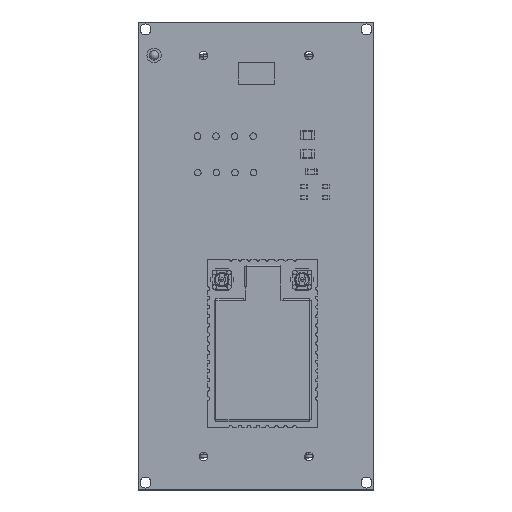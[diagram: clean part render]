
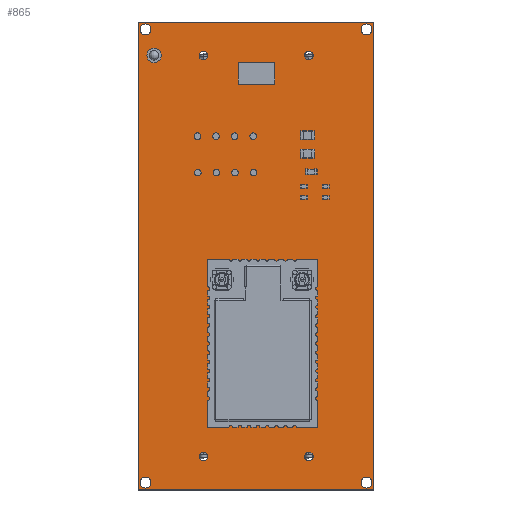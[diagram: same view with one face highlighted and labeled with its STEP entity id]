
A CAD part, top view. The second image highlights one B-rep face of the part: STEP entity #865.
In plain terms, the highlighted planar face has unit normal (0, 0, 1).
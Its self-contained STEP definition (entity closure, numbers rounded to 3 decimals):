
#92 = VERTEX_POINT('',#93);
#93 = CARTESIAN_POINT('',(4.826,1.27,0.411));
#99 = EDGE_CURVE('',#92,#100,#102,.T.);
#100 = VERTEX_POINT('',#101);
#101 = CARTESIAN_POINT('',(4.826,64.008,0.411));
#102 = LINE('',#103,#104);
#103 = CARTESIAN_POINT('',(4.826,1.27,0.411));
#104 = VECTOR('',#105,1.);
#105 = DIRECTION('',(0.,1.,0.));
#130 = EDGE_CURVE('',#100,#131,#133,.T.);
#131 = VERTEX_POINT('',#132);
#132 = CARTESIAN_POINT('',(37.084,64.008,0.411));
#133 = LINE('',#134,#135);
#134 = CARTESIAN_POINT('',(4.826,64.008,0.411));
#135 = VECTOR('',#136,1.);
#136 = DIRECTION('',(1.,0.,0.));
#161 = EDGE_CURVE('',#131,#162,#164,.T.);
#162 = VERTEX_POINT('',#163);
#163 = CARTESIAN_POINT('',(37.084,0.,0.411));
#164 = LINE('',#165,#166);
#165 = CARTESIAN_POINT('',(37.084,64.008,0.411));
#166 = VECTOR('',#167,1.);
#167 = DIRECTION('',(0.,-1.,0.));
#192 = EDGE_CURVE('',#162,#193,#195,.T.);
#193 = VERTEX_POINT('',#194);
#194 = CARTESIAN_POINT('',(4.826,0.,0.411));
#195 = LINE('',#196,#197);
#196 = CARTESIAN_POINT('',(37.084,0.,0.411));
#197 = VECTOR('',#198,1.);
#198 = DIRECTION('',(-1.,0.,0.));
#223 = EDGE_CURVE('',#193,#92,#224,.T.);
#224 = LINE('',#225,#226);
#225 = CARTESIAN_POINT('',(4.826,0.,0.411));
#226 = VECTOR('',#227,1.);
#227 = DIRECTION('',(0.,1.,0.));
#247 = VERTEX_POINT('',#248);
#248 = CARTESIAN_POINT('',(6.592,1.016,0.411));
#254 = EDGE_CURVE('',#247,#247,#255,.T.);
#255 = CIRCLE('',#256,0.75);
#256 = AXIS2_PLACEMENT_3D('',#257,#258,#259);
#257 = CARTESIAN_POINT('',(5.842,1.016,0.411));
#258 = DIRECTION('',(0.,0.,1.));
#259 = DIRECTION('',(1.,0.,0.));
#280 = VERTEX_POINT('',#281);
#281 = CARTESIAN_POINT('',(13.404,48.387,0.411));
#287 = EDGE_CURVE('',#280,#280,#288,.T.);
#288 = CIRCLE('',#289,0.45);
#289 = AXIS2_PLACEMENT_3D('',#290,#291,#292);
#290 = CARTESIAN_POINT('',(12.954,48.387,0.411));
#291 = DIRECTION('',(0.,0.,1.));
#292 = DIRECTION('',(1.,0.,0.));
#313 = VERTEX_POINT('',#314);
#314 = CARTESIAN_POINT('',(14.353,4.578,0.411));
#320 = EDGE_CURVE('',#313,#313,#321,.T.);
#321 = CIRCLE('',#322,0.595);
#322 = AXIS2_PLACEMENT_3D('',#323,#324,#325);
#323 = CARTESIAN_POINT('',(13.758,4.578,0.411));
#324 = DIRECTION('',(0.,0.,1.));
#325 = DIRECTION('',(1.,0.,0.));
#346 = VERTEX_POINT('',#347);
#347 = CARTESIAN_POINT('',(13.45,43.4,0.411));
#353 = EDGE_CURVE('',#346,#346,#354,.T.);
#354 = CIRCLE('',#355,0.45);
#355 = AXIS2_PLACEMENT_3D('',#356,#357,#358);
#356 = CARTESIAN_POINT('',(13.,43.4,0.411));
#357 = DIRECTION('',(0.,0.,1.));
#358 = DIRECTION('',(1.,0.,0.));
#379 = VERTEX_POINT('',#380);
#380 = CARTESIAN_POINT('',(8.018,59.438,0.411));
#386 = EDGE_CURVE('',#379,#379,#387,.T.);
#387 = CIRCLE('',#388,0.99);
#388 = AXIS2_PLACEMENT_3D('',#389,#390,#391);
#389 = CARTESIAN_POINT('',(7.028,59.438,0.411));
#390 = DIRECTION('',(0.,0.,1.));
#391 = DIRECTION('',(1.,0.,0.));
#412 = VERTEX_POINT('',#413);
#413 = CARTESIAN_POINT('',(6.592,62.992,0.411));
#419 = EDGE_CURVE('',#412,#412,#420,.T.);
#420 = CIRCLE('',#421,0.75);
#421 = AXIS2_PLACEMENT_3D('',#422,#423,#424);
#422 = CARTESIAN_POINT('',(5.842,62.992,0.411));
#423 = DIRECTION('',(0.,0.,1.));
#424 = DIRECTION('',(1.,0.,0.));
#445 = VERTEX_POINT('',#446);
#446 = CARTESIAN_POINT('',(15.944,48.387,0.411));
#452 = EDGE_CURVE('',#445,#445,#453,.T.);
#453 = CIRCLE('',#454,0.45);
#454 = AXIS2_PLACEMENT_3D('',#455,#456,#457);
#455 = CARTESIAN_POINT('',(15.494,48.387,0.411));
#456 = DIRECTION('',(0.,0.,1.));
#457 = DIRECTION('',(1.,0.,0.));
#478 = VERTEX_POINT('',#479);
#479 = CARTESIAN_POINT('',(14.353,59.438,0.411));
#485 = EDGE_CURVE('',#478,#478,#486,.T.);
#486 = CIRCLE('',#487,0.595);
#487 = AXIS2_PLACEMENT_3D('',#488,#489,#490);
#488 = CARTESIAN_POINT('',(13.758,59.438,0.411));
#489 = DIRECTION('',(0.,0.,1.));
#490 = DIRECTION('',(1.,0.,0.));
#511 = VERTEX_POINT('',#512);
#512 = CARTESIAN_POINT('',(18.53,43.4,0.411));
#518 = EDGE_CURVE('',#511,#511,#519,.T.);
#519 = CIRCLE('',#520,0.45);
#520 = AXIS2_PLACEMENT_3D('',#521,#522,#523);
#521 = CARTESIAN_POINT('',(18.08,43.4,0.411));
#522 = DIRECTION('',(0.,0.,1.));
#523 = DIRECTION('',(1.,0.,0.));
#544 = VERTEX_POINT('',#545);
#545 = CARTESIAN_POINT('',(15.99,43.4,0.411));
#551 = EDGE_CURVE('',#544,#544,#552,.T.);
#552 = CIRCLE('',#553,0.45);
#553 = AXIS2_PLACEMENT_3D('',#554,#555,#556);
#554 = CARTESIAN_POINT('',(15.54,43.4,0.411));
#555 = DIRECTION('',(0.,0.,1.));
#556 = DIRECTION('',(1.,0.,0.));
#577 = VERTEX_POINT('',#578);
#578 = CARTESIAN_POINT('',(36.818,1.016,0.411));
#584 = EDGE_CURVE('',#577,#577,#585,.T.);
#585 = CIRCLE('',#586,0.75);
#586 = AXIS2_PLACEMENT_3D('',#587,#588,#589);
#587 = CARTESIAN_POINT('',(36.068,1.016,0.411));
#588 = DIRECTION('',(0.,0.,1.));
#589 = DIRECTION('',(1.,0.,0.));
#610 = VERTEX_POINT('',#611);
#611 = CARTESIAN_POINT('',(28.773,4.578,0.411));
#617 = EDGE_CURVE('',#610,#610,#618,.T.);
#618 = CIRCLE('',#619,0.595);
#619 = AXIS2_PLACEMENT_3D('',#620,#621,#622);
#620 = CARTESIAN_POINT('',(28.178,4.578,0.411));
#621 = DIRECTION('',(0.,0.,1.));
#622 = DIRECTION('',(1.,0.,0.));
#643 = VERTEX_POINT('',#644);
#644 = CARTESIAN_POINT('',(21.024,48.387,0.411));
#650 = EDGE_CURVE('',#643,#643,#651,.T.);
#651 = CIRCLE('',#652,0.45);
#652 = AXIS2_PLACEMENT_3D('',#653,#654,#655);
#653 = CARTESIAN_POINT('',(20.574,48.387,0.411));
#654 = DIRECTION('',(0.,0.,1.));
#655 = DIRECTION('',(1.,0.,0.));
#676 = VERTEX_POINT('',#677);
#677 = CARTESIAN_POINT('',(18.484,48.387,0.411));
#683 = EDGE_CURVE('',#676,#676,#684,.T.);
#684 = CIRCLE('',#685,0.45);
#685 = AXIS2_PLACEMENT_3D('',#686,#687,#688);
#686 = CARTESIAN_POINT('',(18.034,48.387,0.411));
#687 = DIRECTION('',(0.,0.,1.));
#688 = DIRECTION('',(1.,0.,0.));
#709 = VERTEX_POINT('',#710);
#710 = CARTESIAN_POINT('',(21.07,43.4,0.411));
#716 = EDGE_CURVE('',#709,#709,#717,.T.);
#717 = CIRCLE('',#718,0.45);
#718 = AXIS2_PLACEMENT_3D('',#719,#720,#721);
#719 = CARTESIAN_POINT('',(20.62,43.4,0.411));
#720 = DIRECTION('',(0.,0.,1.));
#721 = DIRECTION('',(1.,0.,0.));
#742 = VERTEX_POINT('',#743);
#743 = CARTESIAN_POINT('',(28.773,59.438,0.411));
#749 = EDGE_CURVE('',#742,#742,#750,.T.);
#750 = CIRCLE('',#751,0.595);
#751 = AXIS2_PLACEMENT_3D('',#752,#753,#754);
#752 = CARTESIAN_POINT('',(28.178,59.438,0.411));
#753 = DIRECTION('',(0.,0.,1.));
#754 = DIRECTION('',(1.,0.,0.));
#775 = VERTEX_POINT('',#776);
#776 = CARTESIAN_POINT('',(36.818,62.992,0.411));
#782 = EDGE_CURVE('',#775,#775,#783,.T.);
#783 = CIRCLE('',#784,0.75);
#784 = AXIS2_PLACEMENT_3D('',#785,#786,#787);
#785 = CARTESIAN_POINT('',(36.068,62.992,0.411));
#786 = DIRECTION('',(0.,0.,1.));
#787 = DIRECTION('',(1.,0.,0.));
#865 = ADVANCED_FACE('',(#866,#873,#876,#879,#882,#885,#888,#891,#894,
    #897,#900,#903,#906,#909,#912,#915,#918,#921),#924,.T.);
#866 = FACE_BOUND('',#867,.F.);
#867 = EDGE_LOOP('',(#868,#869,#870,#871,#872));
#868 = ORIENTED_EDGE('',*,*,#99,.T.);
#869 = ORIENTED_EDGE('',*,*,#130,.T.);
#870 = ORIENTED_EDGE('',*,*,#161,.T.);
#871 = ORIENTED_EDGE('',*,*,#192,.T.);
#872 = ORIENTED_EDGE('',*,*,#223,.T.);
#873 = FACE_BOUND('',#874,.T.);
#874 = EDGE_LOOP('',(#875));
#875 = ORIENTED_EDGE('',*,*,#254,.F.);
#876 = FACE_BOUND('',#877,.T.);
#877 = EDGE_LOOP('',(#878));
#878 = ORIENTED_EDGE('',*,*,#287,.F.);
#879 = FACE_BOUND('',#880,.T.);
#880 = EDGE_LOOP('',(#881));
#881 = ORIENTED_EDGE('',*,*,#320,.F.);
#882 = FACE_BOUND('',#883,.T.);
#883 = EDGE_LOOP('',(#884));
#884 = ORIENTED_EDGE('',*,*,#353,.F.);
#885 = FACE_BOUND('',#886,.T.);
#886 = EDGE_LOOP('',(#887));
#887 = ORIENTED_EDGE('',*,*,#386,.F.);
#888 = FACE_BOUND('',#889,.T.);
#889 = EDGE_LOOP('',(#890));
#890 = ORIENTED_EDGE('',*,*,#419,.F.);
#891 = FACE_BOUND('',#892,.T.);
#892 = EDGE_LOOP('',(#893));
#893 = ORIENTED_EDGE('',*,*,#452,.F.);
#894 = FACE_BOUND('',#895,.T.);
#895 = EDGE_LOOP('',(#896));
#896 = ORIENTED_EDGE('',*,*,#485,.F.);
#897 = FACE_BOUND('',#898,.T.);
#898 = EDGE_LOOP('',(#899));
#899 = ORIENTED_EDGE('',*,*,#518,.F.);
#900 = FACE_BOUND('',#901,.T.);
#901 = EDGE_LOOP('',(#902));
#902 = ORIENTED_EDGE('',*,*,#551,.F.);
#903 = FACE_BOUND('',#904,.T.);
#904 = EDGE_LOOP('',(#905));
#905 = ORIENTED_EDGE('',*,*,#584,.F.);
#906 = FACE_BOUND('',#907,.T.);
#907 = EDGE_LOOP('',(#908));
#908 = ORIENTED_EDGE('',*,*,#617,.F.);
#909 = FACE_BOUND('',#910,.T.);
#910 = EDGE_LOOP('',(#911));
#911 = ORIENTED_EDGE('',*,*,#650,.F.);
#912 = FACE_BOUND('',#913,.T.);
#913 = EDGE_LOOP('',(#914));
#914 = ORIENTED_EDGE('',*,*,#683,.F.);
#915 = FACE_BOUND('',#916,.T.);
#916 = EDGE_LOOP('',(#917));
#917 = ORIENTED_EDGE('',*,*,#716,.F.);
#918 = FACE_BOUND('',#919,.T.);
#919 = EDGE_LOOP('',(#920));
#920 = ORIENTED_EDGE('',*,*,#749,.F.);
#921 = FACE_BOUND('',#922,.T.);
#922 = EDGE_LOOP('',(#923));
#923 = ORIENTED_EDGE('',*,*,#782,.F.);
#924 = PLANE('',#925);
#925 = AXIS2_PLACEMENT_3D('',#926,#927,#928);
#926 = CARTESIAN_POINT('',(4.826,1.27,0.411));
#927 = DIRECTION('',(0.,0.,1.));
#928 = DIRECTION('',(1.,0.,0.));
